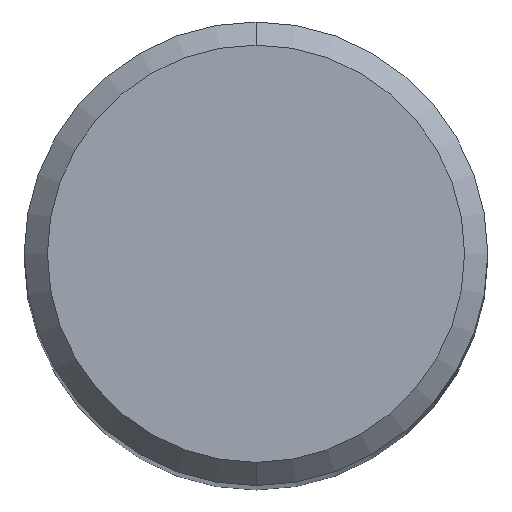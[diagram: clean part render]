
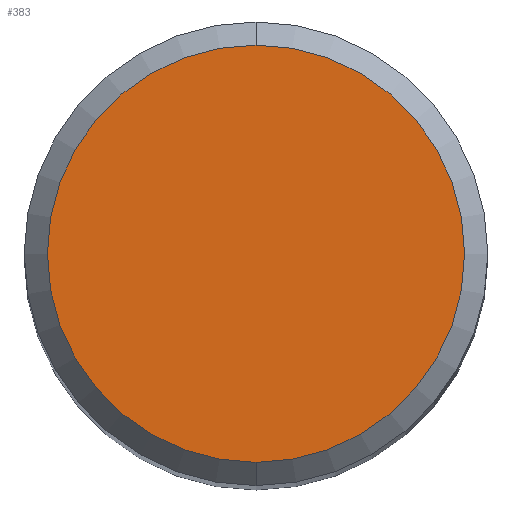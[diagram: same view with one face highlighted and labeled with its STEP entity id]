
A CAD part, top view. The second image highlights one B-rep face of the part: STEP entity #383.
In plain terms, the highlighted planar face has unit normal (0, 0, 1).
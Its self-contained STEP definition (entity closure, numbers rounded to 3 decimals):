
#263=VERTEX_POINT('',#657);
#383=ADVANCED_FACE('',(#793),#794,.T.);
#473=VERTEX_POINT('',#891);
#513=EDGE_CURVE('',#473,#263,#934,.T.);
#581=EDGE_CURVE('',#263,#473,#1009,.T.);
#657=CARTESIAN_POINT('',(0.0,3.6,0.0));
#793=FACE_OUTER_BOUND('',#1351,.T.);
#794=PLANE('',#1352);
#891=CARTESIAN_POINT('',(0.,-3.6,0.0));
#934=CIRCLE('',#1594,3.6);
#1009=CIRCLE('',#1769,3.6);
#1351=EDGE_LOOP('',(#2006,#2007));
#1352=AXIS2_PLACEMENT_3D('',#2008,#2009,#2010);
#1594=AXIS2_PLACEMENT_3D('',#2155,#2156,#2157);
#1769=AXIS2_PLACEMENT_3D('',#2251,#2252,#2253);
#2006=ORIENTED_EDGE('',*,*,#581,.F.);
#2007=ORIENTED_EDGE('',*,*,#513,.F.);
#2008=CARTESIAN_POINT('',(0.0,1.8,0.0));
#2009=DIRECTION('',(-0.0,0.0,1.0));
#2010=DIRECTION('',(0.0,-1.0,0.0));
#2155=CARTESIAN_POINT('',(0.0,0.0,0.0));
#2156=DIRECTION('',(0.0,0.0,-1.0));
#2157=DIRECTION('',(0.0,1.0,0.0));
#2251=CARTESIAN_POINT('',(0.0,0.0,0.0));
#2252=DIRECTION('',(0.0,0.0,-1.0));
#2253=DIRECTION('',(0.0,1.0,0.0));
